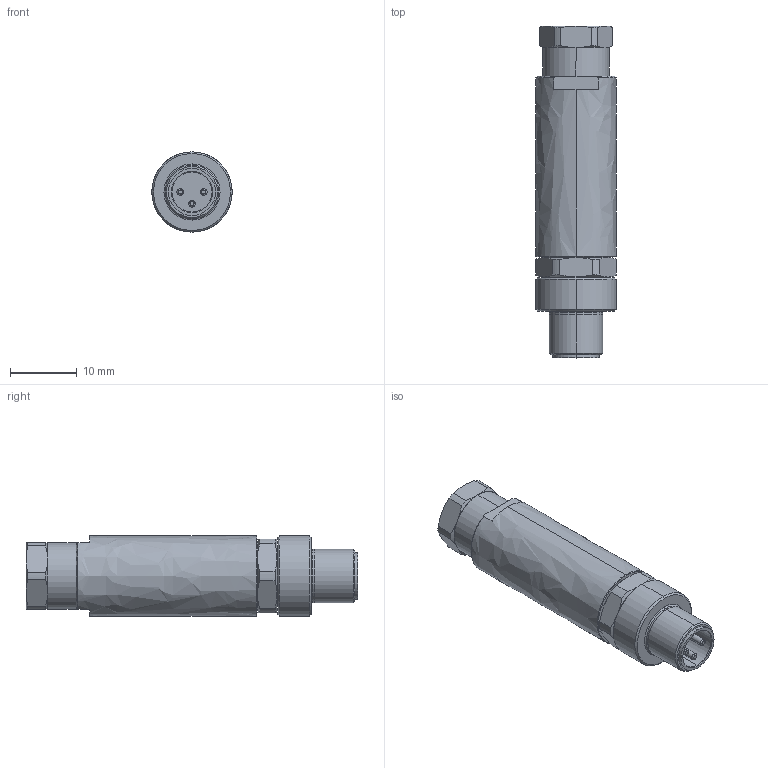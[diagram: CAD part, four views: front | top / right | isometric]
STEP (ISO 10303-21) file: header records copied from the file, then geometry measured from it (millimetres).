
FILE_DESCRIPTION((''),'2;1');
FILE_NAME('V3S-G_BINDER_99-3379-100-03','2008-05-19T',('IndustrieHansa'),('Pepperl+Fuchs'),'PRO/ENGINEER BY PARAMETRIC TECHNOLOGY CORPORATION, 2006420','PRO/ENGINEER BY PARAMETRIC TECHNOLOGY CORPORATION, 2006420','');
FILE_SCHEMA(('AUTOMOTIVE_DESIGN_CC2 { 1 2 10303 214 -1 1 5 2 }'));
Length unit declared in the file: millimetre
Products named in the file (1): V3S-G_BINDER_99-3379-100-03
Bounding box: 12 x 49.6 x 12 mm (x, y, z)
Volume: 4316.2 mm3; surface area: 2576.3 mm2
Topology: 1 solids, 1 shells, 122 faces, 290 edges, 182 vertices
Faces by surface type: bspline 122
Entity records: 6427 total; most frequent: CARTESIAN_POINT 2704, ORIENTED_EDGE 580, DIRECTION 386, PRESENTATION_STYLE_ASSIGNMENT 319, STYLED_ITEM 291, CURVE_STYLE 290, EDGE_CURVE 290, VERTEX_POINT 182
